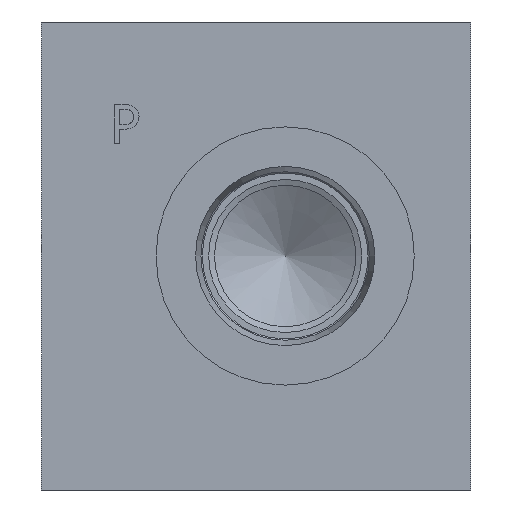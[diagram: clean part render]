
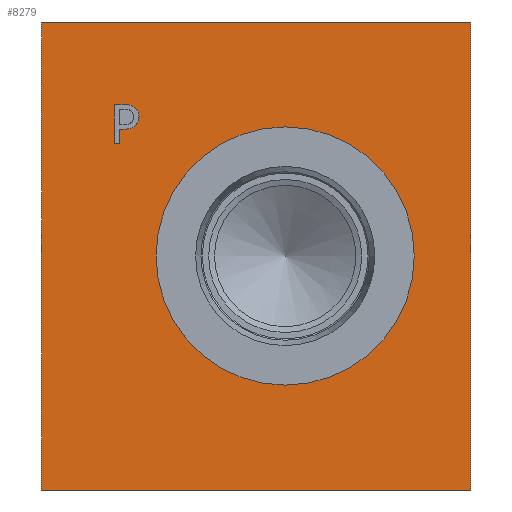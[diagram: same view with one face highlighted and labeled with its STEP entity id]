
A CAD part, front view. The second image highlights one B-rep face of the part: STEP entity #8279.
In plain terms, the highlighted planar face has unit normal (0, -1, 0).
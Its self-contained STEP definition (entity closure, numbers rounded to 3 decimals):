
#75=CIRCLE('',#8622,21.019);
#76=CIRCLE('',#8623,21.019);
#231=FACE_BOUND('',#1335,.T.);
#232=FACE_BOUND('',#1336,.T.);
#440=B_SPLINE_CURVE_WITH_KNOTS('',2,(#13612,#13613,#13614,#13615),
 .UNSPECIFIED.,.F.,.F.,(3,1,3),(0.,1.,2.),.UNSPECIFIED.);
#442=B_SPLINE_CURVE_WITH_KNOTS('',2,(#13633,#13634,#13635,#13636),
 .UNSPECIFIED.,.F.,.F.,(3,1,3),(0.,1.,2.),.UNSPECIFIED.);
#444=B_SPLINE_CURVE_WITH_KNOTS('',2,(#13682,#13683,#13684,#13685),
 .UNSPECIFIED.,.F.,.F.,(3,1,3),(0.,1.,2.),.UNSPECIFIED.);
#446=B_SPLINE_CURVE_WITH_KNOTS('',2,(#13700,#13701,#13702,#13703),
 .UNSPECIFIED.,.F.,.F.,(3,1,3),(0.,1.,2.),.UNSPECIFIED.);
#885=FACE_OUTER_BOUND('',#1334,.T.);
#1334=EDGE_LOOP('',(#6905,#6906,#6907,#6908));
#1335=EDGE_LOOP('',(#6909,#6910));
#1336=EDGE_LOOP('',(#6911,#6912,#6913,#6914,#6915,#6916,#6917,#6918,#6919));
#1771=LINE('',#12553,#2603);
#2189=LINE('',#13645,#3021);
#2192=LINE('',#13651,#3024);
#2195=LINE('',#13657,#3027);
#2198=LINE('',#13663,#3030);
#2201=LINE('',#13669,#3033);
#2205=LINE('',#13711,#3037);
#2206=LINE('',#13713,#3038);
#2207=LINE('',#13714,#3039);
#2603=VECTOR('',#9347,10.);
#3021=VECTOR('',#10067,10.);
#3024=VECTOR('',#10072,10.);
#3027=VECTOR('',#10077,10.);
#3030=VECTOR('',#10082,10.);
#3033=VECTOR('',#10087,10.);
#3037=VECTOR('',#10095,10.);
#3038=VECTOR('',#10096,10.);
#3039=VECTOR('',#10097,10.);
#3426=VERTEX_POINT('',#12546);
#3429=VERTEX_POINT('',#12551);
#3722=VERTEX_POINT('',#13610);
#3723=VERTEX_POINT('',#13611);
#3726=VERTEX_POINT('',#13632);
#3728=VERTEX_POINT('',#13644);
#3730=VERTEX_POINT('',#13650);
#3732=VERTEX_POINT('',#13656);
#3734=VERTEX_POINT('',#13662);
#3736=VERTEX_POINT('',#13668);
#3738=VERTEX_POINT('',#13681);
#3740=VERTEX_POINT('',#13710);
#3741=VERTEX_POINT('',#13712);
#3742=VERTEX_POINT('',#13715);
#3743=VERTEX_POINT('',#13716);
#4375=EDGE_CURVE('',#3426,#3429,#1771,.T.);
#4814=EDGE_CURVE('',#3722,#3723,#440,.T.);
#4818=EDGE_CURVE('',#3726,#3722,#442,.T.);
#4821=EDGE_CURVE('',#3728,#3726,#2189,.T.);
#4824=EDGE_CURVE('',#3730,#3728,#2192,.T.);
#4827=EDGE_CURVE('',#3732,#3730,#2195,.T.);
#4830=EDGE_CURVE('',#3734,#3732,#2198,.T.);
#4833=EDGE_CURVE('',#3736,#3734,#2201,.T.);
#4836=EDGE_CURVE('',#3738,#3736,#444,.T.);
#4839=EDGE_CURVE('',#3723,#3738,#446,.T.);
#4841=EDGE_CURVE('',#3740,#3426,#2205,.T.);
#4842=EDGE_CURVE('',#3741,#3429,#2206,.T.);
#4843=EDGE_CURVE('',#3740,#3741,#2207,.T.);
#4844=EDGE_CURVE('',#3742,#3743,#75,.T.);
#4845=EDGE_CURVE('',#3743,#3742,#76,.T.);
#6905=ORIENTED_EDGE('',*,*,#4841,.T.);
#6906=ORIENTED_EDGE('',*,*,#4375,.T.);
#6907=ORIENTED_EDGE('',*,*,#4842,.F.);
#6908=ORIENTED_EDGE('',*,*,#4843,.F.);
#6909=ORIENTED_EDGE('',*,*,#4844,.T.);
#6910=ORIENTED_EDGE('',*,*,#4845,.T.);
#6911=ORIENTED_EDGE('',*,*,#4814,.T.);
#6912=ORIENTED_EDGE('',*,*,#4839,.T.);
#6913=ORIENTED_EDGE('',*,*,#4836,.T.);
#6914=ORIENTED_EDGE('',*,*,#4833,.T.);
#6915=ORIENTED_EDGE('',*,*,#4830,.T.);
#6916=ORIENTED_EDGE('',*,*,#4827,.T.);
#6917=ORIENTED_EDGE('',*,*,#4824,.T.);
#6918=ORIENTED_EDGE('',*,*,#4821,.T.);
#6919=ORIENTED_EDGE('',*,*,#4818,.T.);
#7581=PLANE('',#8621);
#8279=ADVANCED_FACE('',(#885,#231,#232),#7581,.T.);
#8621=AXIS2_PLACEMENT_3D('',#13709,#10093,#10094);
#8622=AXIS2_PLACEMENT_3D('',#13717,#10098,#10099);
#8623=AXIS2_PLACEMENT_3D('',#13718,#10100,#10101);
#9347=DIRECTION('',(0.,0.,1.));
#10067=DIRECTION('',(1.,0.,0.));
#10072=DIRECTION('',(0.,0.,1.));
#10077=DIRECTION('',(-1.,0.,0.));
#10082=DIRECTION('',(0.,0.,-1.));
#10087=DIRECTION('',(-1.,0.,0.));
#10093=DIRECTION('center_axis',(0.,-1.,0.));
#10094=DIRECTION('ref_axis',(1.,0.,0.));
#10095=DIRECTION('',(1.,0.,0.));
#10096=DIRECTION('',(1.,0.,0.));
#10097=DIRECTION('',(0.,0.,1.));
#10098=DIRECTION('center_axis',(0.,1.,0.));
#10099=DIRECTION('ref_axis',(1.,0.,0.));
#10100=DIRECTION('center_axis',(0.,1.,0.));
#10101=DIRECTION('ref_axis',(1.,0.,0.));
#12546=CARTESIAN_POINT('',(69.85,0.,0.));
#12551=CARTESIAN_POINT('',(69.85,0.,76.2));
#12553=CARTESIAN_POINT('',(69.85,0.,0.));
#13610=CARTESIAN_POINT('',(15.127,0.,62.342));
#13611=CARTESIAN_POINT('',(15.884,0.,60.824));
#13612=CARTESIAN_POINT('Ctrl Pts',(15.127,0.,62.342));
#13613=CARTESIAN_POINT('Ctrl Pts',(15.482,0.,62.1));
#13614=CARTESIAN_POINT('Ctrl Pts',(15.884,0.,61.354));
#13615=CARTESIAN_POINT('Ctrl Pts',(15.884,0.,60.824));
#13632=CARTESIAN_POINT('',(13.465,0.,62.738));
#13633=CARTESIAN_POINT('Ctrl Pts',(13.465,0.,62.738));
#13634=CARTESIAN_POINT('Ctrl Pts',(14.031,0.,62.738));
#13635=CARTESIAN_POINT('Ctrl Pts',(14.824,0.,62.553));
#13636=CARTESIAN_POINT('Ctrl Pts',(15.127,0.,62.342));
#13644=CARTESIAN_POINT('',(11.87,0.,62.738));
#13645=CARTESIAN_POINT('',(5.935,0.,62.738));
#13650=CARTESIAN_POINT('',(11.87,0.,56.388));
#13651=CARTESIAN_POINT('',(11.87,0.,28.194));
#13656=CARTESIAN_POINT('',(12.714,0.,56.388));
#13657=CARTESIAN_POINT('',(6.357,0.,56.388));
#13662=CARTESIAN_POINT('',(12.714,0.,58.755));
#13663=CARTESIAN_POINT('',(12.714,0.,29.378));
#13668=CARTESIAN_POINT('',(13.429,0.,58.755));
#13669=CARTESIAN_POINT('',(6.715,0.,58.755));
#13681=CARTESIAN_POINT('',(15.328,0.,59.414));
#13682=CARTESIAN_POINT('Ctrl Pts',(15.328,0.,59.414));
#13683=CARTESIAN_POINT('Ctrl Pts',(14.999,0.,59.09));
#13684=CARTESIAN_POINT('Ctrl Pts',(14.108,0.,58.755));
#13685=CARTESIAN_POINT('Ctrl Pts',(13.429,0.,58.755));
#13700=CARTESIAN_POINT('Ctrl Pts',(15.884,0.,60.824));
#13701=CARTESIAN_POINT('Ctrl Pts',(15.884,0.,60.412));
#13702=CARTESIAN_POINT('Ctrl Pts',(15.59,0.,59.671));
#13703=CARTESIAN_POINT('Ctrl Pts',(15.328,0.,59.414));
#13709=CARTESIAN_POINT('Origin',(0.,0.,0.));
#13710=CARTESIAN_POINT('',(0.,0.,0.));
#13711=CARTESIAN_POINT('',(0.,0.,0.));
#13712=CARTESIAN_POINT('',(0.,0.,76.2));
#13713=CARTESIAN_POINT('',(0.,0.,76.2));
#13714=CARTESIAN_POINT('',(0.,0.,0.));
#13715=CARTESIAN_POINT('',(60.693,0.,38.1));
#13716=CARTESIAN_POINT('',(18.656,0.,38.1));
#13717=CARTESIAN_POINT('Origin',(39.675,0.,38.1));
#13718=CARTESIAN_POINT('Origin',(39.675,0.,38.1));
